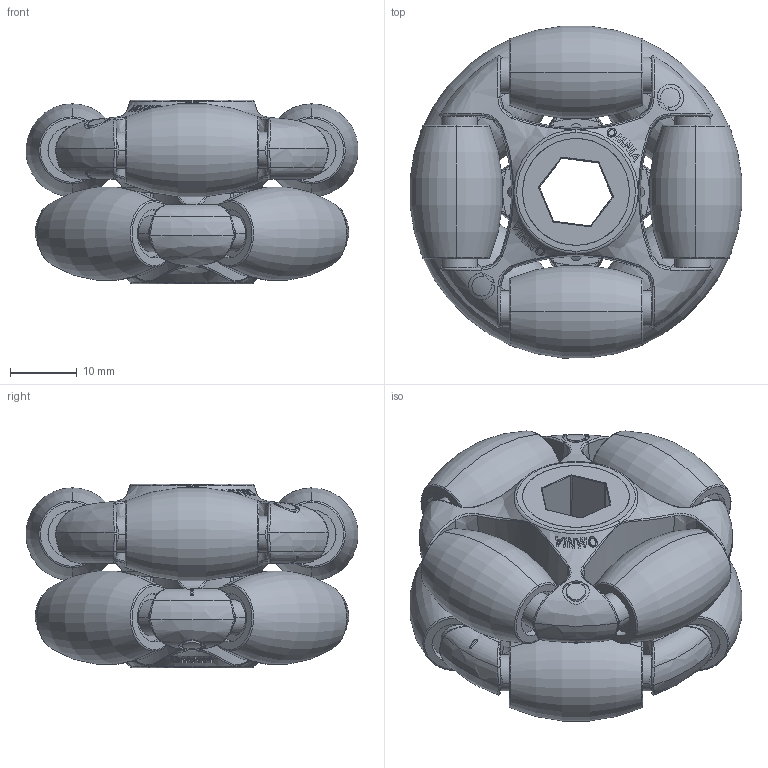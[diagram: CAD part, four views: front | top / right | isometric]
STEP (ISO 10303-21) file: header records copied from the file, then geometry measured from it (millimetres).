
FILE_DESCRIPTION (( 'STEP AP203' ), '1' );
FILE_NAME ('am-3952 2in Omni Wheel 375in Hex Bore.STEP', '2022-05-23T18:33:42', ( '' ), ( '' ), 'SwSTEP 2.0', 'SolidWorks 2021', '' );
FILE_SCHEMA (( 'CONFIG_CONTROL_DESIGN' ));
Length unit declared in the file: millimetre
Products named in the file (3): am-3905 14mm Hex to 375in Hex; 2in Omni 14mm Hex; am-3952 2in Omni Wheel 375in Hex Bore
Assembly tree (3 placements, depth 2):
  am-3952 2in Omni Wheel 375in Hex Bore
    2in Omni 14mm Hex
    am-3905 14mm Hex to 375in Hex  x2
Bounding box: 49.75 x 49.75 x 27.5 mm (x, y, z)
Volume: 32315.4 mm3; surface area: 17310.7 mm2
Topology: 3 solids, 3 shells, 1113 faces, 2745 edges, 1684 vertices
Faces by surface type: bspline 388, plane 312, torus 152, cylinder 137, cone 112, sphere 12
Entity records: 48738 total; most frequent: CARTESIAN_POINT 27764, ORIENTED_EDGE 5060, DIRECTION 3215, EDGE_CURVE 2530, VERTEX_POINT 1565, AXIS2_PLACEMENT_3D 1352, B_SPLINE_CURVE_WITH_KNOTS 1274, EDGE_LOOP 1105
